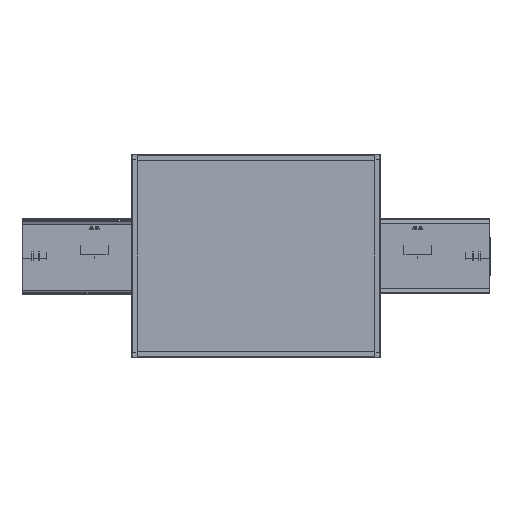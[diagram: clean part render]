
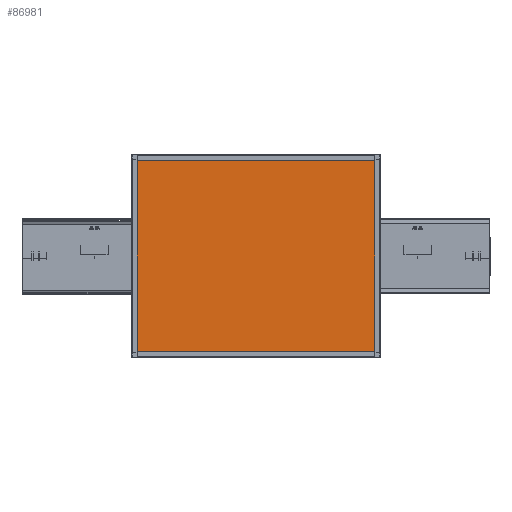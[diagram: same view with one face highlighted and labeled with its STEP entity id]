
A CAD part, front view. The second image highlights one B-rep face of the part: STEP entity #86981.
In plain terms, the highlighted planar face has unit normal (0, -1, 0).
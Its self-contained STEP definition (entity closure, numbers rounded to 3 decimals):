
#413 = LINE ( 'NONE', #65143, #36279 ) ;
#3776 = EDGE_CURVE ( 'NONE', #112331, #109095, #35497, .T. ) ;
#5652 = CARTESIAN_POINT ( 'NONE',  ( 1350., -135., -544.5 ) ) ;
#7864 = DIRECTION ( 'NONE',  ( 0., 0., -1. ) ) ;
#8370 = DIRECTION ( 'NONE',  ( -1., 0., 0. ) ) ;
#8406 = DIRECTION ( 'NONE',  ( 1., 0., 0. ) ) ;
#9786 = LINE ( 'NONE', #74487, #111877 ) ;
#13788 = EDGE_CURVE ( 'NONE', #58206, #112331, #413, .T. ) ;
#14901 = VECTOR ( 'NONE', #108901, 1000. ) ;
#16260 = EDGE_CURVE ( 'NONE', #109095, #99809, #18703, .T. ) ;
#16358 = DIRECTION ( 'NONE',  ( 0., 0., 1. ) ) ;
#17596 = LINE ( 'NONE', #120802, #120306 ) ;
#18703 = LINE ( 'NONE', #82851, #85064 ) ;
#18992 = DIRECTION ( 'NONE',  ( 0., 0., 1. ) ) ;
#19579 = EDGE_CURVE ( 'NONE', #117525, #59151, #95212, .T. ) ;
#20896 = CARTESIAN_POINT ( 'NONE',  ( 1344.5, -135., 544.8 ) ) ;
#21949 = ORIENTED_EDGE ( 'NONE', *, *, #43164, .T. ) ;
#22077 = LINE ( 'NONE', #5652, #42325 ) ;
#24741 = EDGE_CURVE ( 'NONE', #68235, #48783, #82318, .T. ) ;
#24925 = CARTESIAN_POINT ( 'NONE',  ( 5.2, -135., -544.5 ) ) ;
#26260 = ORIENTED_EDGE ( 'NONE', *, *, #19579, .T. ) ;
#29998 = VECTOR ( 'NONE', #18992, 1000. ) ;
#30018 = VERTEX_POINT ( 'NONE', #58429 ) ;
#33055 = ORIENTED_EDGE ( 'NONE', *, *, #3776, .T. ) ;
#33767 = ORIENTED_EDGE ( 'NONE', *, *, #16260, .T. ) ;
#34280 = CARTESIAN_POINT ( 'NONE',  ( 5.5, -135., -550. ) ) ;
#34294 = EDGE_CURVE ( 'NONE', #48783, #117525, #22077, .T. ) ;
#34740 = DIRECTION ( 'NONE',  ( 0., 0., 1. ) ) ;
#35256 = LINE ( 'NONE', #74898, #95138 ) ;
#35497 = LINE ( 'NONE', #56285, #29998 ) ;
#36182 = ORIENTED_EDGE ( 'NONE', *, *, #72404, .T. ) ;
#36279 = VECTOR ( 'NONE', #37033, 1000. ) ;
#37033 = DIRECTION ( 'NONE',  ( 1., 0., 0. ) ) ;
#41212 = ORIENTED_EDGE ( 'NONE', *, *, #46323, .T. ) ;
#42325 = VECTOR ( 'NONE', #59366, 1000. ) ;
#43164 = EDGE_CURVE ( 'NONE', #94615, #68235, #9786, .T. ) ;
#45785 = CARTESIAN_POINT ( 'NONE',  ( 1344.8, -135., 544.5 ) ) ;
#46245 = VECTOR ( 'NONE', #108406, 1000. ) ;
#46323 = EDGE_CURVE ( 'NONE', #59151, #108580, #35256, .T. ) ;
#48778 = ORIENTED_EDGE ( 'NONE', *, *, #106123, .T. ) ;
#48783 = VERTEX_POINT ( 'NONE', #24925 ) ;
#49773 = ORIENTED_EDGE ( 'NONE', *, *, #61757, .T. ) ;
#51080 = LINE ( 'NONE', #79171, #46245 ) ;
#52517 = VECTOR ( 'NONE', #62375, 1000. ) ;
#54260 = CARTESIAN_POINT ( 'NONE',  ( 5.2, -135., -550. ) ) ;
#56285 = CARTESIAN_POINT ( 'NONE',  ( 1344.8, -135., 544.5 ) ) ;
#56671 = CARTESIAN_POINT ( 'NONE',  ( 5.5, -135., -544.5 ) ) ;
#57677 = VERTEX_POINT ( 'NONE', #20896 ) ;
#58206 = VERTEX_POINT ( 'NONE', #82971 ) ;
#58429 = CARTESIAN_POINT ( 'NONE',  ( 5.5, -135., 544.8 ) ) ;
#59151 = VERTEX_POINT ( 'NONE', #60171 ) ;
#59366 = DIRECTION ( 'NONE',  ( 1., 0., 0. ) ) ;
#60171 = CARTESIAN_POINT ( 'NONE',  ( 5.5, -135., -544.8 ) ) ;
#61757 = EDGE_CURVE ( 'NONE', #108580, #58206, #17596, .T. ) ;
#62375 = DIRECTION ( 'NONE',  ( 0., 0., -1. ) ) ;
#64000 = DIRECTION ( 'NONE',  ( 0., 1., 0. ) ) ;
#65016 = EDGE_LOOP ( 'NONE', ( #79175, #33055, #33767, #36182, #108991, #48778, #21949, #68848, #113065, #26260, #41212, #49773 ) ) ;
#65143 = CARTESIAN_POINT ( 'NONE',  ( 1350., -135., -544.5 ) ) ;
#65194 = CARTESIAN_POINT ( 'NONE',  ( 1350., -135., -550. ) ) ;
#65966 = CARTESIAN_POINT ( 'NONE',  ( 1344.5, -135., 544.5 ) ) ;
#66083 = VECTOR ( 'NONE', #7864, 1000. ) ;
#68235 = VERTEX_POINT ( 'NONE', #100370 ) ;
#68848 = ORIENTED_EDGE ( 'NONE', *, *, #24741, .T. ) ;
#69620 = DIRECTION ( 'NONE',  ( -1., 0., 0. ) ) ;
#72404 = EDGE_CURVE ( 'NONE', #99809, #57677, #118112, .T. ) ;
#74487 = CARTESIAN_POINT ( 'NONE',  ( 1350., -135., 544.5 ) ) ;
#74898 = CARTESIAN_POINT ( 'NONE',  ( 1350., -135., -544.8 ) ) ;
#77535 = CARTESIAN_POINT ( 'NONE',  ( 5.5, -135., -550. ) ) ;
#79171 = CARTESIAN_POINT ( 'NONE',  ( 1350., -135., 544.8 ) ) ;
#79175 = ORIENTED_EDGE ( 'NONE', *, *, #13788, .T. ) ;
#82318 = LINE ( 'NONE', #54260, #66083 ) ;
#82851 = CARTESIAN_POINT ( 'NONE',  ( 1350., -135., 544.5 ) ) ;
#82971 = CARTESIAN_POINT ( 'NONE',  ( 1344.5, -135., -544.5 ) ) ;
#83484 = CARTESIAN_POINT ( 'NONE',  ( 1344.5, -135., -544.8 ) ) ;
#84651 = CARTESIAN_POINT ( 'NONE',  ( 1344.8, -135., -544.5 ) ) ;
#85064 = VECTOR ( 'NONE', #8370, 1000. ) ;
#86981 = ADVANCED_FACE ( 'NONE', ( #92675 ), #101819, .F. ) ;
#92675 = FACE_OUTER_BOUND ( 'NONE', #65016, .T. ) ;
#94615 = VERTEX_POINT ( 'NONE', #107298 ) ;
#95138 = VECTOR ( 'NONE', #8406, 1000. ) ;
#95212 = LINE ( 'NONE', #77535, #106845 ) ;
#99809 = VERTEX_POINT ( 'NONE', #65966 ) ;
#100370 = CARTESIAN_POINT ( 'NONE',  ( 5.2, -135., 544.5 ) ) ;
#101819 = PLANE ( 'NONE',  #109287 ) ;
#103909 = EDGE_CURVE ( 'NONE', #57677, #30018, #51080, .T. ) ;
#105011 = DIRECTION ( 'NONE',  ( 0., 0., -1. ) ) ;
#106123 = EDGE_CURVE ( 'NONE', #30018, #94615, #108762, .T. ) ;
#106845 = VECTOR ( 'NONE', #105011, 1000. ) ;
#107298 = CARTESIAN_POINT ( 'NONE',  ( 5.5, -135., 544.5 ) ) ;
#108406 = DIRECTION ( 'NONE',  ( -1., 0., 0. ) ) ;
#108580 = VERTEX_POINT ( 'NONE', #83484 ) ;
#108762 = LINE ( 'NONE', #34280, #52517 ) ;
#108901 = DIRECTION ( 'NONE',  ( 0., 0., 1. ) ) ;
#108991 = ORIENTED_EDGE ( 'NONE', *, *, #103909, .T. ) ;
#109095 = VERTEX_POINT ( 'NONE', #45785 ) ;
#109287 = AXIS2_PLACEMENT_3D ( 'NONE', #65194, #64000, #16358 ) ;
#111877 = VECTOR ( 'NONE', #69620, 1000. ) ;
#112331 = VERTEX_POINT ( 'NONE', #84651 ) ;
#113065 = ORIENTED_EDGE ( 'NONE', *, *, #34294, .T. ) ;
#116943 = CARTESIAN_POINT ( 'NONE',  ( 1344.5, -135., -550. ) ) ;
#117525 = VERTEX_POINT ( 'NONE', #56671 ) ;
#118112 = LINE ( 'NONE', #116943, #14901 ) ;
#120306 = VECTOR ( 'NONE', #34740, 1000. ) ;
#120802 = CARTESIAN_POINT ( 'NONE',  ( 1344.5, -135., -550. ) ) ;
